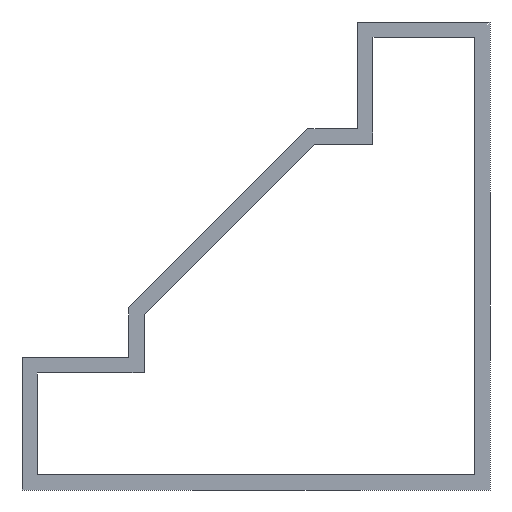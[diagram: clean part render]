
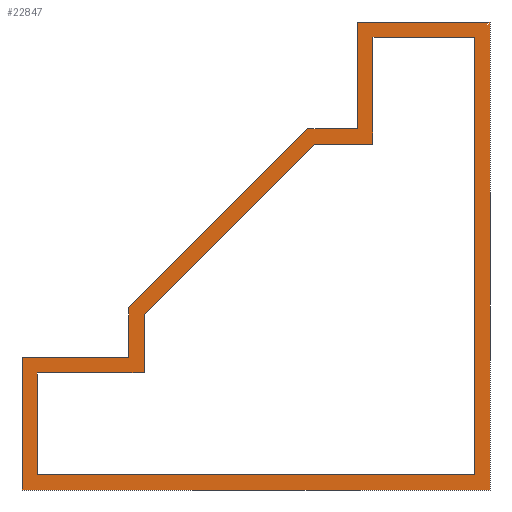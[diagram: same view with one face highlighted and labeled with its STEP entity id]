
A CAD part, front view. The second image highlights one B-rep face of the part: STEP entity #22847.
In plain terms, the highlighted planar face has unit normal (0, -1, 0).
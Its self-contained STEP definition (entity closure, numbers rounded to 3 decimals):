
#302 = LINE ( 'NONE', #8957, #11198 ) ;
#333 = EDGE_LOOP ( 'NONE', ( #8312, #18656, #23487, #21484, #13455, #1540, #36895, #1392, #12086 ) ) ;
#857 = DIRECTION ( 'NONE',  ( 1., 0., 0. ) ) ;
#1392 = ORIENTED_EDGE ( 'NONE', *, *, #10796, .F. ) ;
#1540 = ORIENTED_EDGE ( 'NONE', *, *, #3822, .F. ) ;
#1576 = VERTEX_POINT ( 'NONE', #21706 ) ;
#1687 = LINE ( 'NONE', #4709, #17800 ) ;
#1693 = VECTOR ( 'NONE', #33503, 1000. ) ;
#2105 = DIRECTION ( 'NONE',  ( 1., 0., 0. ) ) ;
#2266 = VECTOR ( 'NONE', #15541, 1000. ) ;
#2562 = DIRECTION ( 'NONE',  ( 0., 1., 0. ) ) ;
#2673 = DIRECTION ( 'NONE',  ( 1., 0., 0. ) ) ;
#2941 = FACE_OUTER_BOUND ( 'NONE', #333, .T. ) ;
#3011 = EDGE_CURVE ( 'NONE', #21693, #28683, #9318, .T. ) ;
#3130 = EDGE_CURVE ( 'NONE', #20055, #19585, #302, .T. ) ;
#3138 = CARTESIAN_POINT ( 'NONE',  ( 33., -1064.5, 0. ) ) ;
#3510 = EDGE_CURVE ( 'NONE', #14349, #27990, #6597, .T. ) ;
#3822 = EDGE_CURVE ( 'NONE', #31271, #14349, #26133, .T. ) ;
#3917 = VECTOR ( 'NONE', #22715, 1000. ) ;
#4394 = CARTESIAN_POINT ( 'NONE',  ( 0., -1064.5, -33. ) ) ;
#4709 = CARTESIAN_POINT ( 'NONE',  ( 44.5, -1064.5, -43.2 ) ) ;
#4947 = CARTESIAN_POINT ( 'NONE',  ( 33., -1064.5, -10.5 ) ) ;
#5429 = CARTESIAN_POINT ( 'NONE',  ( 33., -1064.5, -12. ) ) ;
#5509 = LINE ( 'NONE', #19977, #36094 ) ;
#5703 = CARTESIAN_POINT ( 'NONE',  ( 12.381, -1064.5, -28.341 ) ) ;
#6171 = CARTESIAN_POINT ( 'NONE',  ( 34.5, -1064.5, -12. ) ) ;
#6597 = LINE ( 'NONE', #12052, #29265 ) ;
#6777 = LINE ( 'NONE', #15604, #26105 ) ;
#6990 = CARTESIAN_POINT ( 'NONE',  ( 2.8, -1064.5, -46. ) ) ;
#8020 = CARTESIAN_POINT ( 'NONE',  ( 44.5, -1064.5, -44.5 ) ) ;
#8269 = EDGE_CURVE ( 'NONE', #19585, #13453, #5509, .T. ) ;
#8312 = ORIENTED_EDGE ( 'NONE', *, *, #23070, .F. ) ;
#8843 = VECTOR ( 'NONE', #11082, 1000. ) ;
#8957 = CARTESIAN_POINT ( 'NONE',  ( 1.5, -1064.5, -33. ) ) ;
#9318 = LINE ( 'NONE', #3138, #21978 ) ;
#9353 = VECTOR ( 'NONE', #15126, 1000. ) ;
#10384 = VECTOR ( 'NONE', #15187, 1000. ) ;
#10401 = DIRECTION ( 'NONE',  ( 0., 0., 1. ) ) ;
#10519 = DIRECTION ( 'NONE',  ( 0., 0., -1. ) ) ;
#10680 = ORIENTED_EDGE ( 'NONE', *, *, #17549, .T. ) ;
#10774 = CARTESIAN_POINT ( 'NONE',  ( 34.5, -1064.5, -1.5 ) ) ;
#10796 = EDGE_CURVE ( 'NONE', #20874, #21514, #35645, .T. ) ;
#11082 = DIRECTION ( 'NONE',  ( 0., 0., 1. ) ) ;
#11198 = VECTOR ( 'NONE', #20429, 1000. ) ;
#12052 = CARTESIAN_POINT ( 'NONE',  ( 11.32, -1064.5, -27.28 ) ) ;
#12086 = ORIENTED_EDGE ( 'NONE', *, *, #17372, .F. ) ;
#12305 = DIRECTION ( 'NONE',  ( 0., 0., 1. ) ) ;
#13374 = EDGE_CURVE ( 'NONE', #13453, #15838, #6777, .T. ) ;
#13453 = VERTEX_POINT ( 'NONE', #24656 ) ;
#13455 = ORIENTED_EDGE ( 'NONE', *, *, #3510, .F. ) ;
#14129 = ORIENTED_EDGE ( 'NONE', *, *, #13374, .T. ) ;
#14349 = VERTEX_POINT ( 'NONE', #30386 ) ;
#14667 = ORIENTED_EDGE ( 'NONE', *, *, #3130, .T. ) ;
#14890 = DIRECTION ( 'NONE',  ( 0.707, 0., 0.707 ) ) ;
#15126 = DIRECTION ( 'NONE',  ( 0., 0., -1. ) ) ;
#15145 = CARTESIAN_POINT ( 'NONE',  ( 33., -1064.5, -1.5 ) ) ;
#15187 = DIRECTION ( 'NONE',  ( 1., 0., 0. ) ) ;
#15239 = DIRECTION ( 'NONE',  ( 0., 0., 1. ) ) ;
#15267 = EDGE_CURVE ( 'NONE', #15418, #26899, #36292, .T. ) ;
#15323 = CARTESIAN_POINT ( 'NONE',  ( 28.1, -1064.5, -10.5 ) ) ;
#15418 = VERTEX_POINT ( 'NONE', #25922 ) ;
#15541 = DIRECTION ( 'NONE',  ( -1., 0., 0. ) ) ;
#15604 = CARTESIAN_POINT ( 'NONE',  ( 12., -1064.5, -28.1 ) ) ;
#15838 = VERTEX_POINT ( 'NONE', #37105 ) ;
#16465 = CARTESIAN_POINT ( 'NONE',  ( 44.5, -1064.5, -1.5 ) ) ;
#17358 = CARTESIAN_POINT ( 'NONE',  ( 10.5, -1064.5, -33. ) ) ;
#17372 = EDGE_CURVE ( 'NONE', #1576, #20874, #32769, .T. ) ;
#17549 = EDGE_CURVE ( 'NONE', #22932, #20055, #18173, .T. ) ;
#17800 = VECTOR ( 'NONE', #10519, 1000. ) ;
#18059 = DIRECTION ( 'NONE',  ( 0.707, 0., 0.707 ) ) ;
#18173 = LINE ( 'NONE', #21184, #2266 ) ;
#18232 = DIRECTION ( 'NONE',  ( 0., 0., 1. ) ) ;
#18543 = CARTESIAN_POINT ( 'NONE',  ( 0., -1064.5, -33. ) ) ;
#18656 = ORIENTED_EDGE ( 'NONE', *, *, #36745, .F. ) ;
#18953 = AXIS2_PLACEMENT_3D ( 'NONE', #25150, #2562, #34189 ) ;
#19585 = VERTEX_POINT ( 'NONE', #33771 ) ;
#19785 = VERTEX_POINT ( 'NONE', #16465 ) ;
#19977 = CARTESIAN_POINT ( 'NONE',  ( 10.5, -1064.5, -34.5 ) ) ;
#20055 = VERTEX_POINT ( 'NONE', #23972 ) ;
#20422 = CARTESIAN_POINT ( 'NONE',  ( 46., -1064.5, -43.2 ) ) ;
#20429 = DIRECTION ( 'NONE',  ( 0., 0., 1. ) ) ;
#20874 = VERTEX_POINT ( 'NONE', #26884 ) ;
#21184 = CARTESIAN_POINT ( 'NONE',  ( 2.8, -1064.5, -44.5 ) ) ;
#21465 = DIRECTION ( 'NONE',  ( -1., 0., 0. ) ) ;
#21484 = ORIENTED_EDGE ( 'NONE', *, *, #28566, .F. ) ;
#21514 = VERTEX_POINT ( 'NONE', #18543 ) ;
#21693 = VERTEX_POINT ( 'NONE', #37158 ) ;
#21706 = CARTESIAN_POINT ( 'NONE',  ( 46., -1064.5, -46. ) ) ;
#21955 = CARTESIAN_POINT ( 'NONE',  ( 34.5, -1064.5, 0. ) ) ;
#21978 = VECTOR ( 'NONE', #12305, 1000. ) ;
#22194 = LINE ( 'NONE', #36157, #1693 ) ;
#22236 = VECTOR ( 'NONE', #15239, 1000. ) ;
#22715 = DIRECTION ( 'NONE',  ( 1., 0., 0. ) ) ;
#22847 = ADVANCED_FACE ( 'NONE', ( #30798, #2941 ), #36455, .F. ) ;
#22932 = VERTEX_POINT ( 'NONE', #8020 ) ;
#22964 = VECTOR ( 'NONE', #10401, 1000. ) ;
#23070 = EDGE_CURVE ( 'NONE', #35978, #1576, #26443, .T. ) ;
#23487 = ORIENTED_EDGE ( 'NONE', *, *, #3011, .F. ) ;
#23972 = CARTESIAN_POINT ( 'NONE',  ( 1.5, -1064.5, -44.5 ) ) ;
#23991 = VECTOR ( 'NONE', #857, 1000. ) ;
#24570 = LINE ( 'NONE', #15145, #23991 ) ;
#24656 = CARTESIAN_POINT ( 'NONE',  ( 12., -1064.5, -34.5 ) ) ;
#24731 = EDGE_LOOP ( 'NONE', ( #29906, #33872, #10680, #14667, #36489, #14129, #26292, #31503, #31839 ) ) ;
#24739 = EDGE_CURVE ( 'NONE', #15838, #15418, #31486, .T. ) ;
#25150 = CARTESIAN_POINT ( 'NONE',  ( 0., -1064.5, 0. ) ) ;
#25577 = CARTESIAN_POINT ( 'NONE',  ( 10.5, -1064.5, -28.1 ) ) ;
#25922 = CARTESIAN_POINT ( 'NONE',  ( 28.721, -1064.5, -12. ) ) ;
#26105 = VECTOR ( 'NONE', #18232, 1000. ) ;
#26133 = LINE ( 'NONE', #25577, #8843 ) ;
#26190 = CARTESIAN_POINT ( 'NONE',  ( 33., -1064.5, 0. ) ) ;
#26292 = ORIENTED_EDGE ( 'NONE', *, *, #24739, .T. ) ;
#26308 = VECTOR ( 'NONE', #14890, 1000. ) ;
#26443 = LINE ( 'NONE', #20422, #9353 ) ;
#26506 = LINE ( 'NONE', #35732, #10384 ) ;
#26884 = CARTESIAN_POINT ( 'NONE',  ( 0., -1064.5, -46. ) ) ;
#26899 = VERTEX_POINT ( 'NONE', #6171 ) ;
#26921 = LINE ( 'NONE', #21955, #22236 ) ;
#27990 = VERTEX_POINT ( 'NONE', #15323 ) ;
#28081 = EDGE_CURVE ( 'NONE', #34840, #19785, #24570, .T. ) ;
#28252 = VECTOR ( 'NONE', #2105, 1000. ) ;
#28566 = EDGE_CURVE ( 'NONE', #27990, #21693, #30726, .T. ) ;
#28683 = VERTEX_POINT ( 'NONE', #26190 ) ;
#28832 = EDGE_CURVE ( 'NONE', #26899, #34840, #26921, .T. ) ;
#29265 = VECTOR ( 'NONE', #18059, 1000. ) ;
#29859 = VECTOR ( 'NONE', #21465, 1000. ) ;
#29906 = ORIENTED_EDGE ( 'NONE', *, *, #28081, .T. ) ;
#30386 = CARTESIAN_POINT ( 'NONE',  ( 10.5, -1064.5, -28.1 ) ) ;
#30726 = LINE ( 'NONE', #4947, #28252 ) ;
#30798 = FACE_BOUND ( 'NONE', #24731, .T. ) ;
#31271 = VERTEX_POINT ( 'NONE', #17358 ) ;
#31486 = LINE ( 'NONE', #5703, #26308 ) ;
#31503 = ORIENTED_EDGE ( 'NONE', *, *, #15267, .T. ) ;
#31839 = ORIENTED_EDGE ( 'NONE', *, *, #28832, .T. ) ;
#32769 = LINE ( 'NONE', #6990, #29859 ) ;
#33019 = EDGE_CURVE ( 'NONE', #21514, #31271, #26506, .T. ) ;
#33503 = DIRECTION ( 'NONE',  ( 1., 0., 0. ) ) ;
#33771 = CARTESIAN_POINT ( 'NONE',  ( 1.5, -1064.5, -34.5 ) ) ;
#33872 = ORIENTED_EDGE ( 'NONE', *, *, #35469, .T. ) ;
#34189 = DIRECTION ( 'NONE',  ( 0., 0., 1. ) ) ;
#34763 = CARTESIAN_POINT ( 'NONE',  ( 46., -1064.5, 0. ) ) ;
#34840 = VERTEX_POINT ( 'NONE', #10774 ) ;
#35469 = EDGE_CURVE ( 'NONE', #19785, #22932, #1687, .T. ) ;
#35645 = LINE ( 'NONE', #4394, #22964 ) ;
#35732 = CARTESIAN_POINT ( 'NONE',  ( 10.5, -1064.5, -33. ) ) ;
#35978 = VERTEX_POINT ( 'NONE', #34763 ) ;
#36094 = VECTOR ( 'NONE', #2673, 1000. ) ;
#36157 = CARTESIAN_POINT ( 'NONE',  ( 33., -1064.5, 0. ) ) ;
#36292 = LINE ( 'NONE', #5429, #3917 ) ;
#36455 = PLANE ( 'NONE',  #18953 ) ;
#36489 = ORIENTED_EDGE ( 'NONE', *, *, #8269, .T. ) ;
#36745 = EDGE_CURVE ( 'NONE', #28683, #35978, #22194, .T. ) ;
#36895 = ORIENTED_EDGE ( 'NONE', *, *, #33019, .F. ) ;
#37105 = CARTESIAN_POINT ( 'NONE',  ( 12., -1064.5, -28.721 ) ) ;
#37158 = CARTESIAN_POINT ( 'NONE',  ( 33., -1064.5, -10.5 ) ) ;
